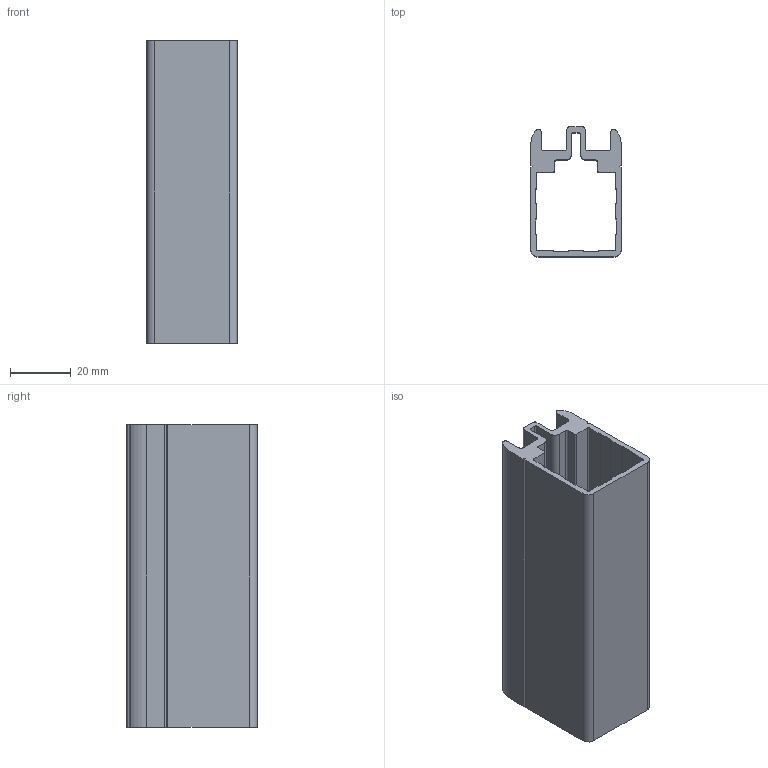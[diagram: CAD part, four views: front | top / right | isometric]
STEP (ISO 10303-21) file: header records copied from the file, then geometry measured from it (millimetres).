
FILE_DESCRIPTION(('STEP AP203'),'2;1');
FILE_NAME('XB26630.stp','2011-03-21T16:28:42',(''),(''),'2009.3.110','THINKDESIGN','');
FILE_SCHEMA(('CONFIG_CONTROL_DESIGN'));
Length unit declared in the file: millimetre
Bounding box: 30 x 43 x 100 mm (x, y, z)
Volume: 36829.6 mm3; surface area: 30377.9 mm2
Topology: 1 solids, 1 shells, 78 faces, 228 edges, 152 vertices
Faces by surface type: plane 54, cylinder 24
Entity records: 2677 total; most frequent: CARTESIAN_POINT 458, ORIENTED_EDGE 456, DIRECTION 432, EDGE_CURVE 228, VECTOR 180, LINE 180, VERTEX_POINT 152, AXIS2_PLACEMENT_3D 126
